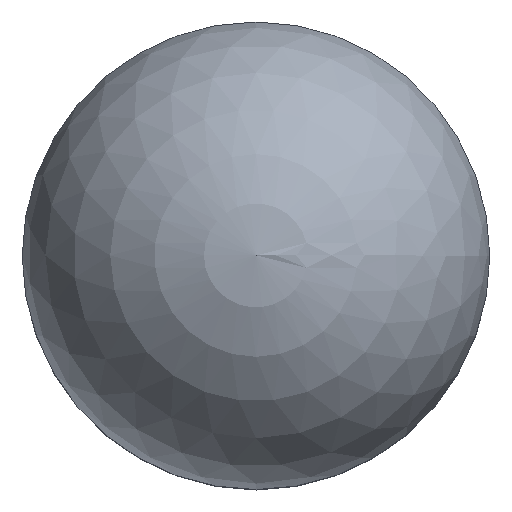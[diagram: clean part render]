
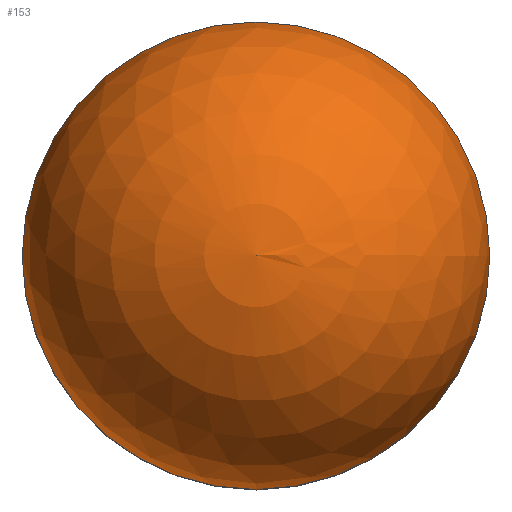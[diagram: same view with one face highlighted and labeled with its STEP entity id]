
A CAD part, top view. The second image highlights one B-rep face of the part: STEP entity #153.
In plain terms, the highlighted spherical face has radius 19.05 mm.
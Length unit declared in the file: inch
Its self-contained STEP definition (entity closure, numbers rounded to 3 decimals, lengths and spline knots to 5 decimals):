
#25=SPHERICAL_SURFACE('',#184,0.75);
#45=FACE_OUTER_BOUND('',#65,.T.);
#65=EDGE_LOOP('',(#130));
#87=CIRCLE('',#185,0.75);
#100=VERTEX_POINT('',#278);
#113=EDGE_CURVE('',#100,#100,#87,.T.);
#130=ORIENTED_EDGE('',*,*,#113,.T.);
#153=ADVANCED_FACE('',(#45),#25,.T.);
#184=AXIS2_PLACEMENT_3D('',#277,#229,#230);
#185=AXIS2_PLACEMENT_3D('',#279,#231,#232);
#229=DIRECTION('center_axis',(0.,0.,1.));
#230=DIRECTION('ref_axis',(1.,0.,0.));
#231=DIRECTION('center_axis',(0.,0.,1.));
#232=DIRECTION('ref_axis',(-1.,0.,0.));
#277=CARTESIAN_POINT('Origin',(0.,0.,2.89717));
#278=CARTESIAN_POINT('',(0.75,0.,2.89717));
#279=CARTESIAN_POINT('Origin',(0.,0.,2.89717));
